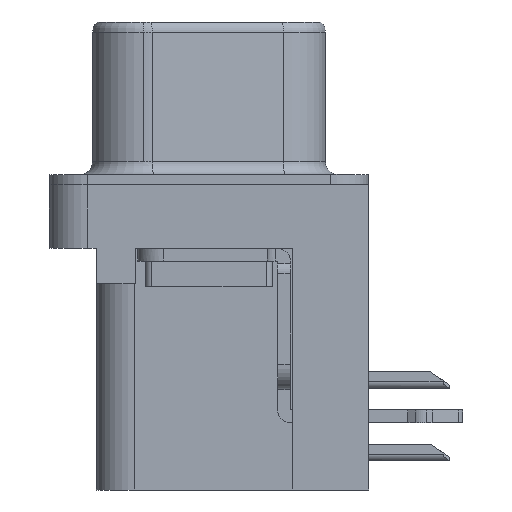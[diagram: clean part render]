
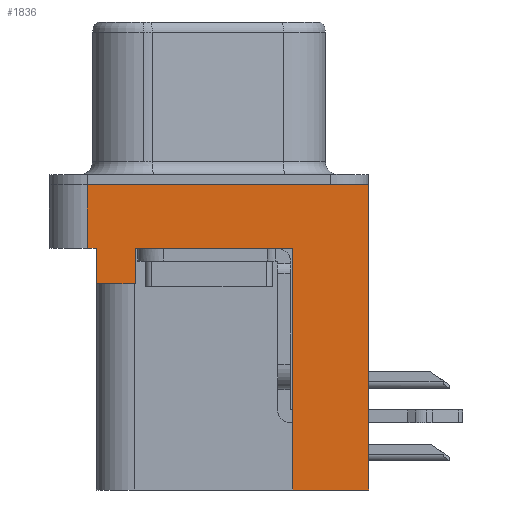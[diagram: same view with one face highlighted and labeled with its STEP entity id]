
A CAD part, left-side view. The second image highlights one B-rep face of the part: STEP entity #1836.
In plain terms, the highlighted planar face has unit normal (-1, 0, 0).
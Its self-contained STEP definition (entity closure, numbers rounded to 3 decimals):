
#4 = EDGE_CURVE ( 'NONE', #2059, #7220, #9098, .T. ) ;
#142 = EDGE_CURVE ( 'NONE', #7220, #11001, #3421, .T. ) ;
#385 = EDGE_CURVE ( 'NONE', #3870, #11162, #14562, .T. ) ;
#611 = VERTEX_POINT ( 'NONE', #14119 ) ;
#942 = CARTESIAN_POINT ( 'NONE',  ( -2.91, -3.295, -12. ) ) ;
#1067 = CARTESIAN_POINT ( 'NONE',  ( -2.91, 2.895, -2.5 ) ) ;
#1108 = CARTESIAN_POINT ( 'NONE',  ( -2.91, -3.295, -12. ) ) ;
#1328 = LINE ( 'NONE', #7868, #9804 ) ;
#1479 = VECTOR ( 'NONE', #7554, 1000. ) ;
#1638 = AXIS2_PLACEMENT_3D ( 'NONE', #11236, #12497, #13615 ) ;
#1717 = EDGE_CURVE ( 'NONE', #9714, #3870, #10680, .T. ) ;
#1836 = ADVANCED_FACE ( 'NONE', ( #8001 ), #11443, .T. ) ;
#1935 = EDGE_CURVE ( 'NONE', #10567, #11001, #6220, .T. ) ;
#2059 = VERTEX_POINT ( 'NONE', #10780 ) ;
#2305 = CARTESIAN_POINT ( 'NONE',  ( -2.91, 4.775, -2.5 ) ) ;
#2595 = VECTOR ( 'NONE', #12290, 1000. ) ;
#2760 = ORIENTED_EDGE ( 'NONE', *, *, #1717, .F. ) ;
#2903 = ORIENTED_EDGE ( 'NONE', *, *, #7280, .T. ) ;
#2949 = EDGE_CURVE ( 'NONE', #10567, #611, #12619, .T. ) ;
#3205 = CARTESIAN_POINT ( 'NONE',  ( -2.91, 4.425, -3.9 ) ) ;
#3332 = ORIENTED_EDGE ( 'NONE', *, *, #4, .F. ) ;
#3421 = LINE ( 'NONE', #9557, #7310 ) ;
#3547 = DIRECTION ( 'NONE',  ( 0., -1., 0. ) ) ;
#3613 = ORIENTED_EDGE ( 'NONE', *, *, #4004, .T. ) ;
#3709 = CARTESIAN_POINT ( 'NONE',  ( -2.91, -6.275, -12. ) ) ;
#3870 = VERTEX_POINT ( 'NONE', #10784 ) ;
#4004 = EDGE_CURVE ( 'NONE', #2059, #9041, #12441, .T. ) ;
#4011 = CARTESIAN_POINT ( 'NONE',  ( -2.91, 4.425, -3.9 ) ) ;
#4325 = DIRECTION ( 'NONE',  ( 0., -1., 0. ) ) ;
#4400 = VECTOR ( 'NONE', #4493, 1000. ) ;
#4481 = DIRECTION ( 'NONE',  ( 0., -1., 0. ) ) ;
#4485 = ORIENTED_EDGE ( 'NONE', *, *, #142, .F. ) ;
#4493 = DIRECTION ( 'NONE',  ( 0., 0., 1. ) ) ;
#5945 = LINE ( 'NONE', #8783, #7345 ) ;
#5976 = ORIENTED_EDGE ( 'NONE', *, *, #385, .F. ) ;
#6055 = CARTESIAN_POINT ( 'NONE',  ( -2.91, 4.425, -2.5 ) ) ;
#6220 = LINE ( 'NONE', #11600, #8516 ) ;
#6649 = DIRECTION ( 'NONE',  ( 0., 0., 1. ) ) ;
#7220 = VERTEX_POINT ( 'NONE', #3205 ) ;
#7223 = EDGE_CURVE ( 'NONE', #9714, #7495, #14606, .T. ) ;
#7268 = ORIENTED_EDGE ( 'NONE', *, *, #7223, .T. ) ;
#7280 = EDGE_CURVE ( 'NONE', #9041, #11162, #5945, .T. ) ;
#7310 = VECTOR ( 'NONE', #14153, 1000. ) ;
#7345 = VECTOR ( 'NONE', #4325, 1000. ) ;
#7485 = CARTESIAN_POINT ( 'NONE',  ( -2.91, 4.775, -2.5 ) ) ;
#7495 = VERTEX_POINT ( 'NONE', #10761 ) ;
#7554 = DIRECTION ( 'NONE',  ( 0., 1., 0. ) ) ;
#7759 = EDGE_CURVE ( 'NONE', #611, #7495, #1328, .T. ) ;
#7868 = CARTESIAN_POINT ( 'NONE',  ( -2.91, -6.275, 0. ) ) ;
#7979 = VECTOR ( 'NONE', #6649, 1000. ) ;
#8001 = FACE_OUTER_BOUND ( 'NONE', #14599, .T. ) ;
#8364 = VECTOR ( 'NONE', #13529, 1000. ) ;
#8516 = VECTOR ( 'NONE', #3547, 1000. ) ;
#8783 = CARTESIAN_POINT ( 'NONE',  ( -2.91, -6.275, -2.5 ) ) ;
#9041 = VERTEX_POINT ( 'NONE', #1067 ) ;
#9098 = LINE ( 'NONE', #4011, #11046 ) ;
#9557 = CARTESIAN_POINT ( 'NONE',  ( -2.91, 4.425, -3.9 ) ) ;
#9714 = VERTEX_POINT ( 'NONE', #3709 ) ;
#9753 = CARTESIAN_POINT ( 'NONE',  ( -2.91, -3.295, -2.5 ) ) ;
#9804 = VECTOR ( 'NONE', #4481, 1000. ) ;
#10040 = CARTESIAN_POINT ( 'NONE',  ( -2.91, -6.275, -2.5 ) ) ;
#10567 = VERTEX_POINT ( 'NONE', #7485 ) ;
#10680 = LINE ( 'NONE', #942, #1479 ) ;
#10712 = ORIENTED_EDGE ( 'NONE', *, *, #7759, .F. ) ;
#10761 = CARTESIAN_POINT ( 'NONE',  ( -2.91, -6.275, 0. ) ) ;
#10780 = CARTESIAN_POINT ( 'NONE',  ( -2.91, 2.895, -3.9 ) ) ;
#10784 = CARTESIAN_POINT ( 'NONE',  ( -2.91, -3.295, -12. ) ) ;
#11001 = VERTEX_POINT ( 'NONE', #6055 ) ;
#11046 = VECTOR ( 'NONE', #13064, 1000. ) ;
#11162 = VERTEX_POINT ( 'NONE', #9753 ) ;
#11236 = CARTESIAN_POINT ( 'NONE',  ( -2.91, -6.275, -2.5 ) ) ;
#11443 = PLANE ( 'NONE',  #1638 ) ;
#11600 = CARTESIAN_POINT ( 'NONE',  ( -2.91, -6.275, -2.5 ) ) ;
#12127 = CARTESIAN_POINT ( 'NONE',  ( -2.91, 2.895, -3.9 ) ) ;
#12290 = DIRECTION ( 'NONE',  ( 0., 0., 1. ) ) ;
#12441 = LINE ( 'NONE', #12127, #7979 ) ;
#12497 = DIRECTION ( 'NONE',  ( -1., 0., 0. ) ) ;
#12619 = LINE ( 'NONE', #2305, #4400 ) ;
#13039 = ORIENTED_EDGE ( 'NONE', *, *, #1935, .T. ) ;
#13064 = DIRECTION ( 'NONE',  ( 0., 1., 0. ) ) ;
#13529 = DIRECTION ( 'NONE',  ( 0., 0., 1. ) ) ;
#13584 = ORIENTED_EDGE ( 'NONE', *, *, #2949, .F. ) ;
#13615 = DIRECTION ( 'NONE',  ( 0., 0., 1. ) ) ;
#14119 = CARTESIAN_POINT ( 'NONE',  ( -2.91, 4.775, 0. ) ) ;
#14153 = DIRECTION ( 'NONE',  ( 0., 0., 1. ) ) ;
#14562 = LINE ( 'NONE', #1108, #8364 ) ;
#14599 = EDGE_LOOP ( 'NONE', ( #10712, #13584, #13039, #4485, #3332, #3613, #2903, #5976, #2760, #7268 ) ) ;
#14606 = LINE ( 'NONE', #10040, #2595 ) ;
